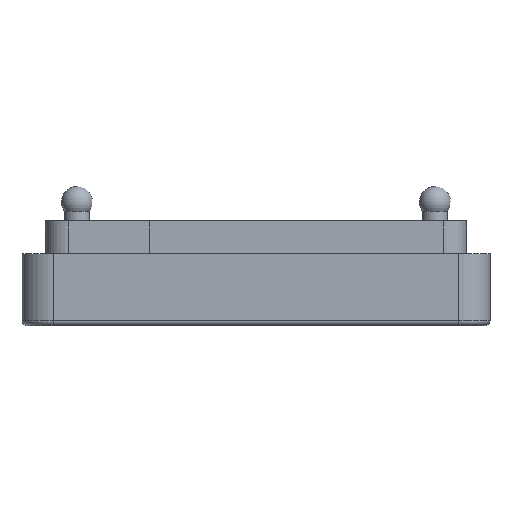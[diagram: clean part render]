
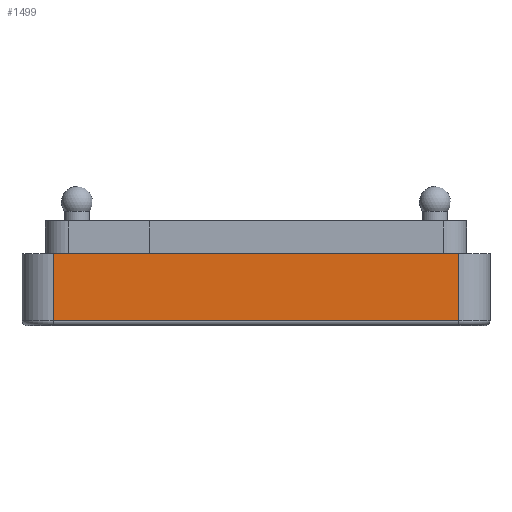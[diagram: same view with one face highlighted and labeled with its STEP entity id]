
A CAD part, front view. The second image highlights one B-rep face of the part: STEP entity #1499.
In plain terms, the highlighted planar face has unit normal (0, -1, 0).
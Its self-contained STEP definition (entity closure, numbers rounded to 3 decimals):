
#49=PLANE('',#1694);
#131=LINE('',#2664,#238);
#145=LINE('',#2703,#252);
#150=LINE('',#2723,#257);
#151=LINE('',#2724,#258);
#238=VECTOR('',#2088,10.);
#252=VECTOR('',#2124,10.);
#257=VECTOR('',#2141,10.);
#258=VECTOR('',#2142,10.);
#372=FACE_OUTER_BOUND('',#467,.T.);
#467=EDGE_LOOP('',(#1311,#1312,#1313,#1314));
#715=VERTEX_POINT('',#2650);
#721=VERTEX_POINT('',#2662);
#735=VERTEX_POINT('',#2701);
#744=VERTEX_POINT('',#2722);
#916=EDGE_CURVE('',#721,#715,#131,.T.);
#936=EDGE_CURVE('',#715,#735,#145,.T.);
#945=EDGE_CURVE('',#735,#744,#150,.T.);
#946=EDGE_CURVE('',#744,#721,#151,.T.);
#1311=ORIENTED_EDGE('',*,*,#945,.F.);
#1312=ORIENTED_EDGE('',*,*,#936,.F.);
#1313=ORIENTED_EDGE('',*,*,#916,.F.);
#1314=ORIENTED_EDGE('',*,*,#946,.F.);
#1499=ADVANCED_FACE('',(#372),#49,.F.);
#1694=AXIS2_PLACEMENT_3D('',#2721,#2139,#2140);
#2088=DIRECTION('',(1.,0.,0.));
#2124=DIRECTION('',(0.,0.,-1.));
#2139=DIRECTION('center_axis',(0.,1.,0.));
#2140=DIRECTION('ref_axis',(0.,0.,1.));
#2141=DIRECTION('',(-1.,0.,0.));
#2142=DIRECTION('',(0.,0.,1.));
#2650=CARTESIAN_POINT('',(12.967,-49.75,2.6));
#2662=CARTESIAN_POINT('',(-12.967,-49.75,2.6));
#2664=CARTESIAN_POINT('',(-6.483,-49.75,2.6));
#2701=CARTESIAN_POINT('',(12.967,-49.75,-1.7));
#2703=CARTESIAN_POINT('',(12.967,-49.75,-2.));
#2721=CARTESIAN_POINT('Origin',(-12.967,-49.75,-2.));
#2722=CARTESIAN_POINT('',(-12.967,-49.75,-1.7));
#2723=CARTESIAN_POINT('',(-6.483,-49.75,-1.7));
#2724=CARTESIAN_POINT('',(-12.967,-49.75,-2.));
